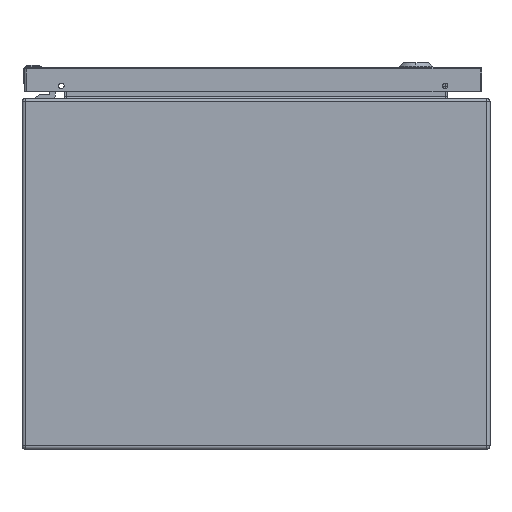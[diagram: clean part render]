
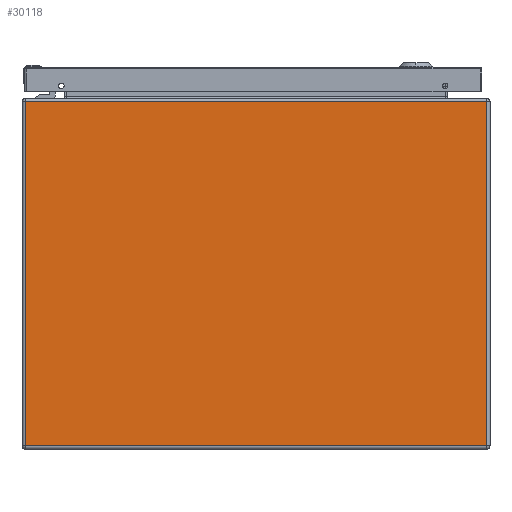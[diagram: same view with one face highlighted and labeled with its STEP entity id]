
A CAD part, front view. The second image highlights one B-rep face of the part: STEP entity #30118.
In plain terms, the highlighted planar face has unit normal (0, -1, 0).
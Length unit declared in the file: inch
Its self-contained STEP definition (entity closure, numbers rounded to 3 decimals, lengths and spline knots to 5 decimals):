
#595 = AXIS2_PLACEMENT_3D ( 'NONE', #29726, #1623, #1429 ) ;
#1429 = DIRECTION ( 'NONE',  ( 0., 0., 1. ) ) ;
#1623 = DIRECTION ( 'NONE',  ( 0., 1., 0. ) ) ;
#2016 = LINE ( 'NONE', #30312, #21338 ) ;
#2216 = DIRECTION ( 'NONE',  ( 0., 0., 1. ) ) ;
#2344 = ORIENTED_EDGE ( 'NONE', *, *, #6495, .T. ) ;
#2509 = VECTOR ( 'NONE', #2685, 39.37008 ) ;
#2685 = DIRECTION ( 'NONE',  ( 1., 0., 0. ) ) ;
#4096 = FACE_OUTER_BOUND ( 'NONE', #23999, .T. ) ;
#6495 = EDGE_CURVE ( 'NONE', #27744, #25049, #2016, .T. ) ;
#12686 = CARTESIAN_POINT ( 'NONE',  ( 8., -10., -5.88189 ) ) ;
#13902 = CARTESIAN_POINT ( 'NONE',  ( 7.88189, -10., -5.88189 ) ) ;
#15688 = CARTESIAN_POINT ( 'NONE',  ( -7.88189, -10., 5.88189 ) ) ;
#18217 = CARTESIAN_POINT ( 'NONE',  ( 7.88189, -10., 5.88189 ) ) ;
#19362 = ORIENTED_EDGE ( 'NONE', *, *, #27459, .T. ) ;
#19522 = ORIENTED_EDGE ( 'NONE', *, *, #37327, .T. ) ;
#19790 = DIRECTION ( 'NONE',  ( 0., 0., -1. ) ) ;
#21338 = VECTOR ( 'NONE', #2216, 39.37008 ) ;
#23081 = CARTESIAN_POINT ( 'NONE',  ( -7.88189, -10., 6. ) ) ;
#23999 = EDGE_LOOP ( 'NONE', ( #24609, #19362, #2344, #19522 ) ) ;
#24529 = LINE ( 'NONE', #36439, #25307 ) ;
#24609 = ORIENTED_EDGE ( 'NONE', *, *, #32307, .T. ) ;
#25049 = VERTEX_POINT ( 'NONE', #18217 ) ;
#25307 = VECTOR ( 'NONE', #39707, 39.37008 ) ;
#26352 = LINE ( 'NONE', #23081, #40091 ) ;
#27401 = VERTEX_POINT ( 'NONE', #31384 ) ;
#27459 = EDGE_CURVE ( 'NONE', #27401, #27744, #27893, .T. ) ;
#27744 = VERTEX_POINT ( 'NONE', #13902 ) ;
#27893 = LINE ( 'NONE', #12686, #2509 ) ;
#29238 = VERTEX_POINT ( 'NONE', #15688 ) ;
#29726 = CARTESIAN_POINT ( 'NONE',  ( -8., -10., 6. ) ) ;
#30118 = ADVANCED_FACE ( 'NONE', ( #4096 ), #32395, .F. ) ;
#30312 = CARTESIAN_POINT ( 'NONE',  ( 7.88189, -10., 6. ) ) ;
#31384 = CARTESIAN_POINT ( 'NONE',  ( -7.88189, -10., -5.88189 ) ) ;
#32307 = EDGE_CURVE ( 'NONE', #29238, #27401, #26352, .T. ) ;
#32395 = PLANE ( 'NONE',  #595 ) ;
#36439 = CARTESIAN_POINT ( 'NONE',  ( -8., -10., 5.88189 ) ) ;
#37327 = EDGE_CURVE ( 'NONE', #25049, #29238, #24529, .T. ) ;
#39707 = DIRECTION ( 'NONE',  ( -1., 0., 0. ) ) ;
#40091 = VECTOR ( 'NONE', #19790, 39.37008 ) ;
